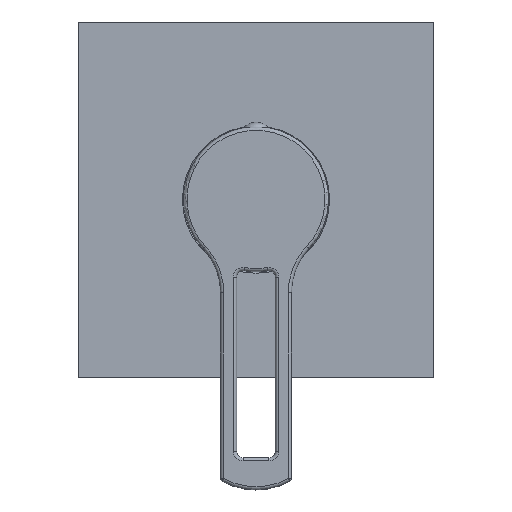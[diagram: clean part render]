
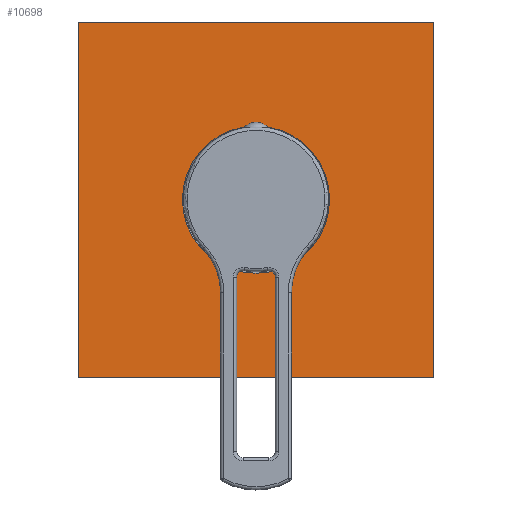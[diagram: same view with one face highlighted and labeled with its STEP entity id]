
A CAD part, top view. The second image highlights one B-rep face of the part: STEP entity #10698.
In plain terms, the highlighted planar face has unit normal (0, 0, 1).
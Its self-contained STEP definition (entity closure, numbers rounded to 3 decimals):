
#9806=DIRECTION('',(0.,1.,0.));
#9807=VECTOR('',#9806,110.);
#9808=CARTESIAN_POINT('',(55.,-55.,-2.));
#9809=LINE('',#9808,#9807);
#9810=DIRECTION('',(1.,0.,0.));
#9811=VECTOR('',#9810,110.);
#9812=CARTESIAN_POINT('',(-55.,-55.,-2.));
#9813=LINE('',#9812,#9811);
#9814=DIRECTION('',(0.,-1.,0.));
#9815=VECTOR('',#9814,110.);
#9816=CARTESIAN_POINT('',(-55.,55.,-2.));
#9817=LINE('',#9816,#9815);
#9818=DIRECTION('',(-1.,0.,0.));
#9819=VECTOR('',#9818,110.);
#9820=CARTESIAN_POINT('',(55.,55.,-2.));
#9821=LINE('',#9820,#9819);
#9822=CARTESIAN_POINT('',(0.,0.,-2.));
#9823=DIRECTION('',(0.,0.,-1.));
#9824=DIRECTION('',(-1.,0.,0.));
#9825=AXIS2_PLACEMENT_3D('',#9822,#9823,#9824);
#9827=CARTESIAN_POINT('',(0.,0.,-2.));
#9828=DIRECTION('',(0.,0.,-1.));
#9829=DIRECTION('',(1.,0.,0.));
#9830=AXIS2_PLACEMENT_3D('',#9827,#9828,#9829);
#10004=CARTESIAN_POINT('',(-22.8,0.,-2.));
#10005=CARTESIAN_POINT('',(22.8,0.,-2.));
#10006=VERTEX_POINT('',#10004);
#10007=VERTEX_POINT('',#10005);
#10008=CARTESIAN_POINT('',(55.,-55.,-2.));
#10009=CARTESIAN_POINT('',(55.,55.,-2.));
#10010=VERTEX_POINT('',#10008);
#10011=VERTEX_POINT('',#10009);
#10012=CARTESIAN_POINT('',(-55.,55.,-2.));
#10013=VERTEX_POINT('',#10012);
#10014=CARTESIAN_POINT('',(-55.,-55.,-2.));
#10015=VERTEX_POINT('',#10014);
#10681=CARTESIAN_POINT('',(0.,0.,-2.));
#10682=DIRECTION('',(0.,0.,1.));
#10683=DIRECTION('',(-1.,0.,0.));
#10684=AXIS2_PLACEMENT_3D('',#10681,#10682,#10683);
#10685=PLANE('',#10684);
#10686=ORIENTED_EDGE('',*,*,#10468,.F.);
#10687=ORIENTED_EDGE('',*,*,#10497,.F.);
#10688=ORIENTED_EDGE('',*,*,#10624,.F.);
#10689=ORIENTED_EDGE('',*,*,#10649,.F.);
#10690=EDGE_LOOP('',(#10686,#10687,#10688,#10689));
#10691=FACE_OUTER_BOUND('',#10690,.F.);
#10693=ORIENTED_EDGE('',*,*,#10692,.F.);
#10695=ORIENTED_EDGE('',*,*,#10694,.F.);
#10696=EDGE_LOOP('',(#10693,#10695));
#10697=FACE_BOUND('',#10696,.F.);
#10698=ADVANCED_FACE('',(#10691,#10697),#10685,.T.);
#9826=CIRCLE('',#9825,22.8);
#9831=CIRCLE('',#9830,22.8);
#10468=EDGE_CURVE('',#10010,#10011,#9809,.T.);
#10497=EDGE_CURVE('',#10015,#10010,#9813,.T.);
#10624=EDGE_CURVE('',#10013,#10015,#9817,.T.);
#10649=EDGE_CURVE('',#10011,#10013,#9821,.T.);
#10692=EDGE_CURVE('',#10006,#10007,#9826,.T.);
#10694=EDGE_CURVE('',#10007,#10006,#9831,.T.);
